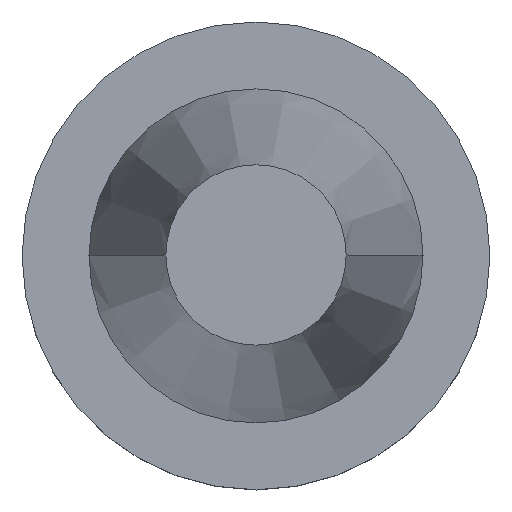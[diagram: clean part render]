
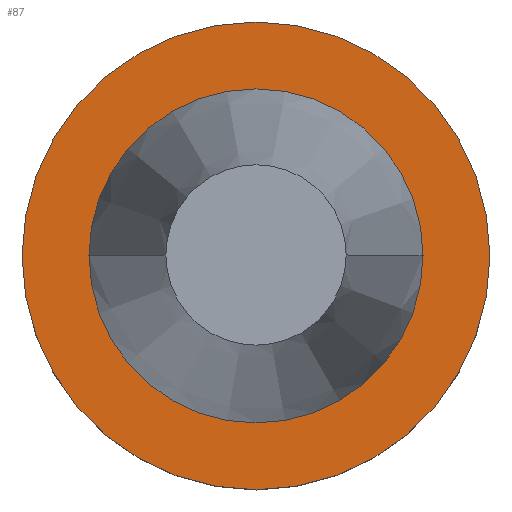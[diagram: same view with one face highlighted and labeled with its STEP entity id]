
A CAD part, top view. The second image highlights one B-rep face of the part: STEP entity #87.
In plain terms, the highlighted planar face has unit normal (0, 0, 1).
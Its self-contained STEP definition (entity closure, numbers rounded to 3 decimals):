
#60=FACE_BOUND('',#145,.T.);
#61=FACE_BOUND('',#146,.T.);
#87=ADVANCED_FACE('',(#60,#61),#115,.F.);
#115=PLANE('',#556);
#145=EDGE_LOOP('',(#247));
#146=EDGE_LOOP('',(#248,#249));
#247=ORIENTED_EDGE('',*,*,#428,.T.);
#248=ORIENTED_EDGE('',*,*,#429,.T.);
#249=ORIENTED_EDGE('',*,*,#430,.T.);
#377=VERTEX_POINT('',#816);
#378=VERTEX_POINT('',#818);
#379=VERTEX_POINT('',#819);
#428=EDGE_CURVE('',#377,#377,#485,.T.);
#429=EDGE_CURVE('',#378,#379,#486,.T.);
#430=EDGE_CURVE('',#379,#378,#487,.T.);
#485=CIRCLE('',#553,31.775);
#486=CIRCLE('',#554,22.692);
#487=CIRCLE('',#555,22.692);
#553=AXIS2_PLACEMENT_3D('',#815,#652,#653);
#554=AXIS2_PLACEMENT_3D('',#817,#654,#655);
#555=AXIS2_PLACEMENT_3D('',#820,#656,#657);
#556=AXIS2_PLACEMENT_3D('',#821,#658,#659);
#652=DIRECTION('',(0.,0.,1.));
#653=DIRECTION('',(-1.,0.,0.));
#654=DIRECTION('',(0.,0.,-1.));
#655=DIRECTION('',(-1.,0.,0.));
#656=DIRECTION('',(0.,0.,-1.));
#657=DIRECTION('',(-1.,0.,0.));
#658=DIRECTION('',(0.,0.,-1.));
#659=DIRECTION('',(-1.,0.,0.));
#815=CARTESIAN_POINT('',(0.011,0.,-3.2));
#816=CARTESIAN_POINT('',(-31.764,0.,-3.2));
#817=CARTESIAN_POINT('',(0.011,0.,-3.2));
#818=CARTESIAN_POINT('',(-22.68,0.,-3.2));
#819=CARTESIAN_POINT('',(22.703,0.,-3.2));
#820=CARTESIAN_POINT('',(0.011,0.,-3.2));
#821=CARTESIAN_POINT('',(0.011,-22.692,-3.2));
